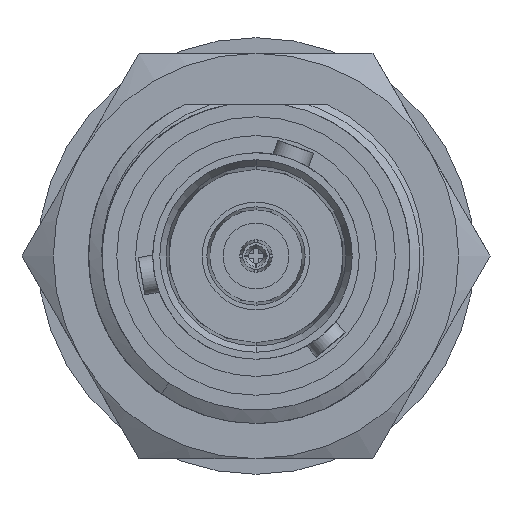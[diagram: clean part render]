
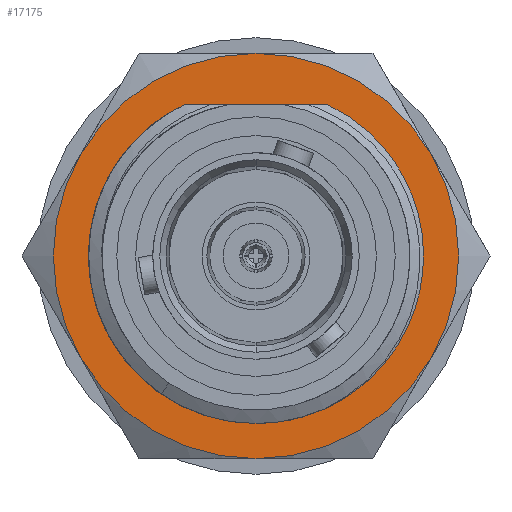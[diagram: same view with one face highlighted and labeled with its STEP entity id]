
A CAD part, left-side view. The second image highlights one B-rep face of the part: STEP entity #17175.
In plain terms, the highlighted face is planar.
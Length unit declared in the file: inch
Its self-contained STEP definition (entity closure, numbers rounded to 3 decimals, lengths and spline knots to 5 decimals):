
#1542 = FACE_BOUND ( 'NONE', #27587, .T. ) ;
#1790 = CARTESIAN_POINT ( 'NONE',  ( 0.04921, -0.32476, 0.1875 ) ) ;
#2178 = AXIS2_PLACEMENT_3D ( 'NONE', #4801, #18446, #31537 ) ;
#2407 = CARTESIAN_POINT ( 'NONE',  ( 0.04921, 0.1013, -0.26189 ) ) ;
#2481 = VERTEX_POINT ( 'NONE', #13648 ) ;
#2705 = CIRCLE ( 'NONE', #27547, 0.375 ) ;
#2727 = ORIENTED_EDGE ( 'NONE', *, *, #3070, .F. ) ;
#2912 = CARTESIAN_POINT ( 'NONE',  ( 0.04921, -0.02298, -0.27925 ) ) ;
#3070 = EDGE_CURVE ( 'NONE', #23649, #24631, #8921, .T. ) ;
#3143 = CARTESIAN_POINT ( 'NONE',  ( 0.04921, -0.32476, -0.1875 ) ) ;
#3364 = EDGE_LOOP ( 'NONE', ( #20728, #29191, #3626, #16708, #2727, #10858 ) ) ;
#3439 = PLANE ( 'NONE',  #9662 ) ;
#3626 = ORIENTED_EDGE ( 'NONE', *, *, #31960, .F. ) ;
#3954 = AXIS2_PLACEMENT_3D ( 'NONE', #13535, #10262, #20811 ) ;
#4801 = CARTESIAN_POINT ( 'NONE',  ( 0.04921, 0., 0. ) ) ;
#5018 = CARTESIAN_POINT ( 'NONE',  ( 0.04921, 0.04025, -0.2779 ) ) ;
#5351 = CARTESIAN_POINT ( 'NONE',  ( 0.04921, 0.13933, -0.24287 ) ) ;
#6094 = EDGE_CURVE ( 'NONE', #20148, #33575, #14996, .T. ) ;
#6121 = CARTESIAN_POINT ( 'NONE',  ( 0.04921, 0., 0.375 ) ) ;
#6609 = ORIENTED_EDGE ( 'NONE', *, *, #24283, .T. ) ;
#8921 = CIRCLE ( 'NONE', #13906, 0.375 ) ;
#9311 = CARTESIAN_POINT ( 'NONE',  ( 0.04921, 0.13933, -0.24287 ) ) ;
#9403 = EDGE_CURVE ( 'NONE', #21277, #2481, #24921, .T. ) ;
#9558 = CARTESIAN_POINT ( 'NONE',  ( 0.04921, 0., 0. ) ) ;
#9560 = CARTESIAN_POINT ( 'NONE',  ( 0.04921, 0.32476, -0.1875 ) ) ;
#9662 = AXIS2_PLACEMENT_3D ( 'NONE', #27789, #16940, #27445 ) ;
#10262 = DIRECTION ( 'NONE',  ( -1., 0., 0. ) ) ;
#10858 = ORIENTED_EDGE ( 'NONE', *, *, #28208, .F. ) ;
#10871 = CARTESIAN_POINT ( 'NONE',  ( 0.04921, -0.06442, -0.27329 ) ) ;
#12006 = CIRCLE ( 'NONE', #16430, 0.28 ) ;
#12050 = ORIENTED_EDGE ( 'NONE', *, *, #9403, .T. ) ;
#12580 = DIRECTION ( 'NONE',  ( 0., 0., 1. ) ) ;
#12669 = AXIS2_PLACEMENT_3D ( 'NONE', #13788, #29479, #24680 ) ;
#12962 = CARTESIAN_POINT ( 'NONE',  ( 0.04921, -0.03339, -0.2782 ) ) ;
#13297 = CARTESIAN_POINT ( 'NONE',  ( 0.04921, 0.00856, -0.28007 ) ) ;
#13535 = CARTESIAN_POINT ( 'NONE',  ( 0.04921, 0., 0. ) ) ;
#13648 = CARTESIAN_POINT ( 'NONE',  ( 0.04921, -0.10466, -0.2597 ) ) ;
#13788 = CARTESIAN_POINT ( 'NONE',  ( 0.04921, 0., 0. ) ) ;
#13906 = AXIS2_PLACEMENT_3D ( 'NONE', #20716, #31384, #25568 ) ;
#14996 = CIRCLE ( 'NONE', #3954, 0.375 ) ;
#15179 = CARTESIAN_POINT ( 'NONE',  ( 0.04921, 0., 0. ) ) ;
#16073 = CARTESIAN_POINT ( 'NONE',  ( 0.04921, 0.06091, -0.27411 ) ) ;
#16430 = AXIS2_PLACEMENT_3D ( 'NONE', #15179, #25714, #12580 ) ;
#16708 = ORIENTED_EDGE ( 'NONE', *, *, #29842, .F. ) ;
#16940 = DIRECTION ( 'NONE',  ( 1., 0., 0. ) ) ;
#17175 = ADVANCED_FACE ( 'NONE', ( #1542, #27619 ), #3439, .T. ) ;
#17585 = CIRCLE ( 'NONE', #21397, 0.375 ) ;
#17599 = CIRCLE ( 'NONE', #2178, 0.375 ) ;
#17694 = CARTESIAN_POINT ( 'NONE',  ( 0.04921, 0., 0. ) ) ;
#18446 = DIRECTION ( 'NONE',  ( -1., 0., 0. ) ) ;
#18650 = VERTEX_POINT ( 'NONE', #22972 ) ;
#20148 = VERTEX_POINT ( 'NONE', #9560 ) ;
#20293 = DIRECTION ( 'NONE',  ( -1., 0., 0. ) ) ;
#20716 = CARTESIAN_POINT ( 'NONE',  ( 0.04921, 0., 0. ) ) ;
#20728 = ORIENTED_EDGE ( 'NONE', *, *, #24870, .F. ) ;
#20811 = DIRECTION ( 'NONE',  ( 0., 0., 1. ) ) ;
#21277 = VERTEX_POINT ( 'NONE', #9311 ) ;
#21397 = AXIS2_PLACEMENT_3D ( 'NONE', #9558, #20293, #25121 ) ;
#22972 = CARTESIAN_POINT ( 'NONE',  ( 0.04921, 0.32476, 0.1875 ) ) ;
#23573 = CARTESIAN_POINT ( 'NONE',  ( 0.04921, 0., -0.375 ) ) ;
#23649 = VERTEX_POINT ( 'NONE', #1790 ) ;
#23665 = CARTESIAN_POINT ( 'NONE',  ( 0.04921, -0.10466, -0.2597 ) ) ;
#23837 = CARTESIAN_POINT ( 'NONE',  ( 0.04921, -0.00203, -0.28019 ) ) ;
#24009 = CARTESIAN_POINT ( 'NONE',  ( 0.04921, -0.08498, -0.26764 ) ) ;
#24283 = EDGE_CURVE ( 'NONE', #2481, #21277, #12006, .T. ) ;
#24631 = VERTEX_POINT ( 'NONE', #6121 ) ;
#24680 = DIRECTION ( 'NONE',  ( 0., 0., 1. ) ) ;
#24870 = EDGE_CURVE ( 'NONE', #33575, #27298, #17585, .T. ) ;
#24921 = B_SPLINE_CURVE_WITH_KNOTS ( 'NONE', 3,
 ( #5351, #26426, #2407, #16073, #5018, #13297, #23837, #2912, #12962, #10871, #24009, #23665 ),
 .UNSPECIFIED., .F., .F.,
 ( 4, 2, 2, 2, 2, 4 ),
 ( 0., 0.00162, 0.00323, 0.00404, 0.00485, 0.00647 ),
 .UNSPECIFIED. ) ;
#25121 = DIRECTION ( 'NONE',  ( 0., 0., 1. ) ) ;
#25568 = DIRECTION ( 'NONE',  ( 0., 0., 1. ) ) ;
#25714 = DIRECTION ( 'NONE',  ( -1., 0., 0. ) ) ;
#26426 = CARTESIAN_POINT ( 'NONE',  ( 0.04921, 0.12092, -0.25343 ) ) ;
#27298 = VERTEX_POINT ( 'NONE', #3143 ) ;
#27445 = DIRECTION ( 'NONE',  ( 0., 0., -1. ) ) ;
#27547 = AXIS2_PLACEMENT_3D ( 'NONE', #17694, #30432, #28194 ) ;
#27587 = EDGE_LOOP ( 'NONE', ( #12050, #6609 ) ) ;
#27619 = FACE_OUTER_BOUND ( 'NONE', #3364, .T. ) ;
#27789 = CARTESIAN_POINT ( 'NONE',  ( 0.04921, 0., 0. ) ) ;
#28194 = DIRECTION ( 'NONE',  ( 0., 0., 1. ) ) ;
#28208 = EDGE_CURVE ( 'NONE', #27298, #23649, #2705, .T. ) ;
#29191 = ORIENTED_EDGE ( 'NONE', *, *, #6094, .F. ) ;
#29479 = DIRECTION ( 'NONE',  ( -1., 0., 0. ) ) ;
#29842 = EDGE_CURVE ( 'NONE', #24631, #18650, #17599, .T. ) ;
#30432 = DIRECTION ( 'NONE',  ( -1., 0., 0. ) ) ;
#31384 = DIRECTION ( 'NONE',  ( -1., 0., 0. ) ) ;
#31537 = DIRECTION ( 'NONE',  ( 0., 0., 1. ) ) ;
#31960 = EDGE_CURVE ( 'NONE', #18650, #20148, #33056, .T. ) ;
#33056 = CIRCLE ( 'NONE', #12669, 0.375 ) ;
#33575 = VERTEX_POINT ( 'NONE', #23573 ) ;
